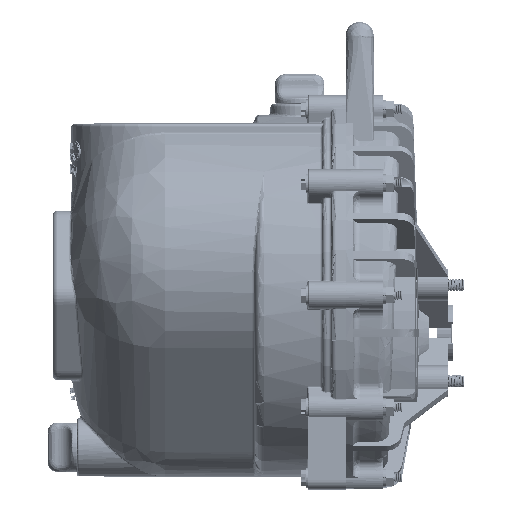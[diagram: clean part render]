
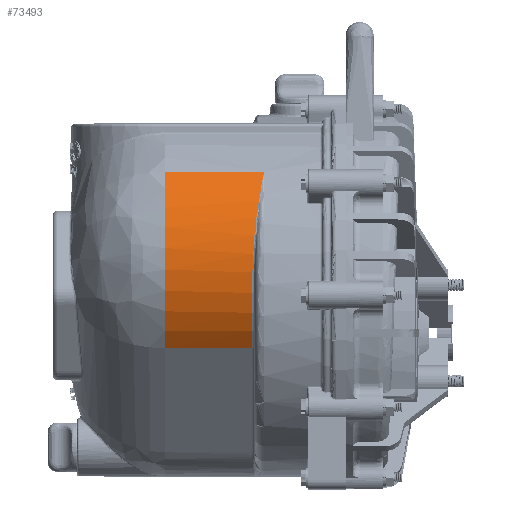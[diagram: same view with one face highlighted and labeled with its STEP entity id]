
A CAD part, top view. The second image highlights one B-rep face of the part: STEP entity #73493.
In plain terms, the highlighted cylindrical face has radius 90.424 mm (diameter 180.848 mm), a partial arc.
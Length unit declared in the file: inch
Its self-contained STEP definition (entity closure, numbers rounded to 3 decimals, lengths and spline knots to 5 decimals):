
#4169=CYLINDRICAL_SURFACE('',#79519,3.56);
#6562=CIRCLE('',#78792,3.56);
#6605=CIRCLE('',#78855,3.56);
#10107=FACE_OUTER_BOUND('',#14710,.T.);
#14710=EDGE_LOOP('',(#59263,#59264,#59265,#59266,#59267));
#18758=LINE('',#133372,#22918);
#19404=LINE('',#152793,#23564);
#22918=VECTOR('',#88510,2.63);
#23564=VECTOR('',#91908,2.32);
#27091=B_SPLINE_CURVE_WITH_KNOTS('',3,(#140179,#140180,#140181,#140182,
#140183,#140184,#140185,#140186,#140187,#140188,#140189,#140190,#140191,
#140192,#140193),.UNSPECIFIED.,.F.,.F.,(4,2,1,1,1,1,1,1,1,1,1,4),(-7.60079,
-7.59292,-6.83363,-6.07434,-5.31504,
-4.55575,-3.79646,-3.03717,-2.27788,
-1.51858,-0.75929,0.),.UNSPECIFIED.);
#31669=VERTEX_POINT('',#133369);
#31670=VERTEX_POINT('',#133371);
#32230=VERTEX_POINT('',#139692);
#32274=VERTEX_POINT('',#140079);
#32276=VERTEX_POINT('',#140085);
#40330=EDGE_CURVE('',#31669,#31670,#18758,.T.);
#41239=EDGE_CURVE('',#32230,#31669,#6562,.T.);
#41315=EDGE_CURVE('',#32276,#32274,#6605,.T.);
#41318=EDGE_CURVE('',#31670,#32276,#27091,.T.);
#42160=EDGE_CURVE('',#32230,#32274,#19404,.T.);
#59263=ORIENTED_EDGE('',*,*,#41318,.F.);
#59264=ORIENTED_EDGE('',*,*,#40330,.F.);
#59265=ORIENTED_EDGE('',*,*,#41239,.F.);
#59266=ORIENTED_EDGE('',*,*,#42160,.T.);
#59267=ORIENTED_EDGE('',*,*,#41315,.F.);
#73493=ADVANCED_FACE('',(#10107),#4169,.T.);
#78792=AXIS2_PLACEMENT_3D('',#139694,#90066,#90067);
#78855=AXIS2_PLACEMENT_3D('',#140087,#90217,#90218);
#79519=AXIS2_PLACEMENT_3D('',#152794,#91909,#91910);
#88510=DIRECTION('',(0.,0.,1.));
#90066=DIRECTION('center_axis',(0.,0.,-1.));
#90067=DIRECTION('ref_axis',(-1.,0.031,0.));
#90217=DIRECTION('center_axis',(0.,0.,1.));
#90218=DIRECTION('ref_axis',(-0.943,-0.333,0.));
#91908=DIRECTION('',(0.,0.,1.));
#91909=DIRECTION('center_axis',(0.,0.,1.));
#91910=DIRECTION('ref_axis',(-0.73,0.684,0.));
#133369=CARTESIAN_POINT('',(-3.51737,3.29553,-4.8));
#133371=CARTESIAN_POINT('',(-3.51737,3.29553,-2.17));
#133372=CARTESIAN_POINT('',(-3.51737,3.29553,-7.3));
#139692=CARTESIAN_POINT('',(-3.66151,-1.40894,-4.8));
#139694=CARTESIAN_POINT('Origin',(-0.91948,0.86149,-4.8));
#140079=CARTESIAN_POINT('',(-3.66151,-1.40894,-2.48));
#140085=CARTESIAN_POINT('',(-4.47032,0.60635,-2.48));
#140087=CARTESIAN_POINT('Origin',(-0.91948,0.86149,-2.48));
#140179=CARTESIAN_POINT('Ctrl Pts',(-3.51737,3.29553,
-2.17));
#140180=CARTESIAN_POINT('Ctrl Pts',(-3.51805,3.2948,-2.17015));
#140181=CARTESIAN_POINT('Ctrl Pts',(-3.51874,3.29407,-2.1703));
#140182=CARTESIAN_POINT('Ctrl Pts',(-3.58564,3.22254,-2.18511));
#140183=CARTESIAN_POINT('Ctrl Pts',(-3.71255,3.07527,
-2.21448));
#140184=CARTESIAN_POINT('Ctrl Pts',(-3.88465,2.8388,
-2.25795));
#140185=CARTESIAN_POINT('Ctrl Pts',(-4.03632,2.58984,
-2.29986));
#140186=CARTESIAN_POINT('Ctrl Pts',(-4.16741,2.32885,
-2.33969));
#140187=CARTESIAN_POINT('Ctrl Pts',(-4.27708,2.05675,
-2.37671));
#140188=CARTESIAN_POINT('Ctrl Pts',(-4.36373,1.77763,
-2.40978));
#140189=CARTESIAN_POINT('Ctrl Pts',(-4.42769,1.49011,
-2.43829));
#140190=CARTESIAN_POINT('Ctrl Pts',(-4.46779,1.19669,
-2.46092));
#140191=CARTESIAN_POINT('Ctrl Pts',(-4.48336,0.90085,
-2.47609));
#140192=CARTESIAN_POINT('Ctrl Pts',(-4.47735,0.7041,
-2.48));
#140193=CARTESIAN_POINT('Ctrl Pts',(-4.47032,0.60635,
-2.48));
#152793=CARTESIAN_POINT('',(-3.66151,-1.40894,-7.3));
#152794=CARTESIAN_POINT('Origin',(-0.91948,0.86149,-7.3));
